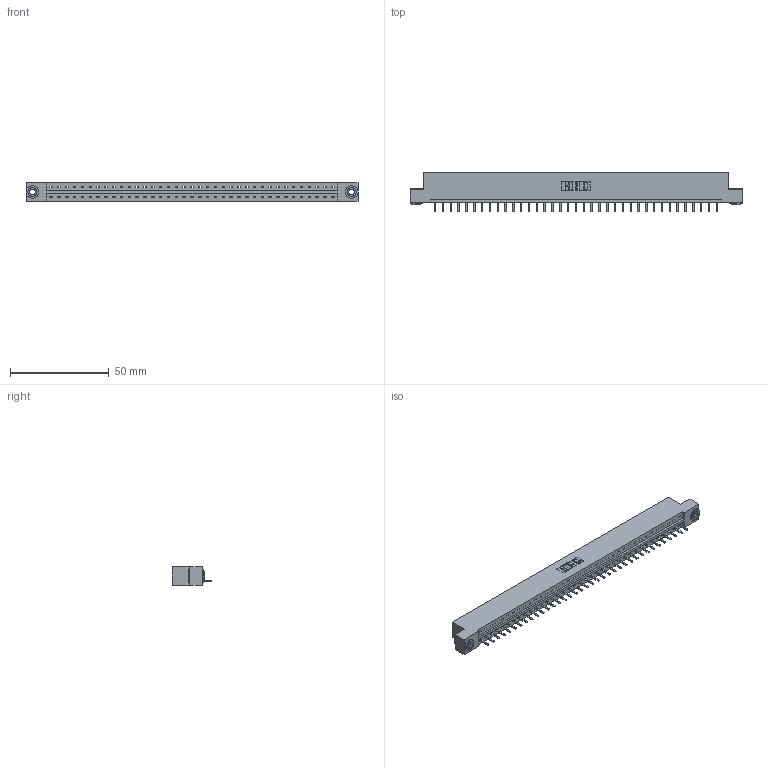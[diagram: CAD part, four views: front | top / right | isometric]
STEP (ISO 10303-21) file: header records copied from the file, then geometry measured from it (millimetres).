
FILE_DESCRIPTION (( 'STEP AP203' ), '1' );
FILE_NAME ('833-037-520-103.STEP', '2020-06-03T04:39:55', ( '' ), ( '' ), 'SwSTEP 2.0', 'SolidWorks 2020', '' );
FILE_SCHEMA (( 'CONFIG_CONTROL_DESIGN' ));
Length unit declared in the file: inch
Products named in the file (4): 833-037-520-103; 345-250-002_345-250-002-102; 833 Part_Flush - .156 Dia - TH; 345-292-001_345-293-120
Assembly tree (40 placements, depth 2):
  833-037-520-103
    833 Part_Flush - .156 Dia - TH
    345-292-001_345-293-120  x37
    345-250-002_345-250-002-102  x2
Bounding box: 168.15 x 20.02 x 9.4 mm (x, y, z)
Volume: 16790.4 mm3; surface area: 17988.4 mm2
Topology: 40 solids, 40 shells, 2446 faces, 7195 edges, 4694 vertices
Faces by surface type: plane 1708, cylinder 730, cone 8
Entity records: 24030 total; most frequent: CARTESIAN_POINT 4136, ORIENTED_EDGE 4090, DIRECTION 3521, EDGE_CURVE 2045, VECTOR 1889, LINE 1889, VERTEX_POINT 1358, AXIS2_PLACEMENT_3D 816
